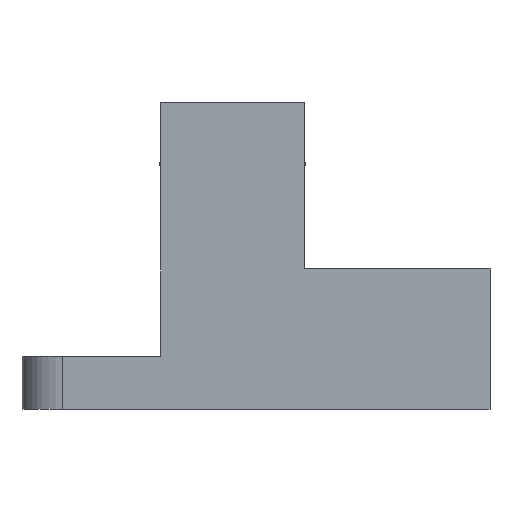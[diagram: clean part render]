
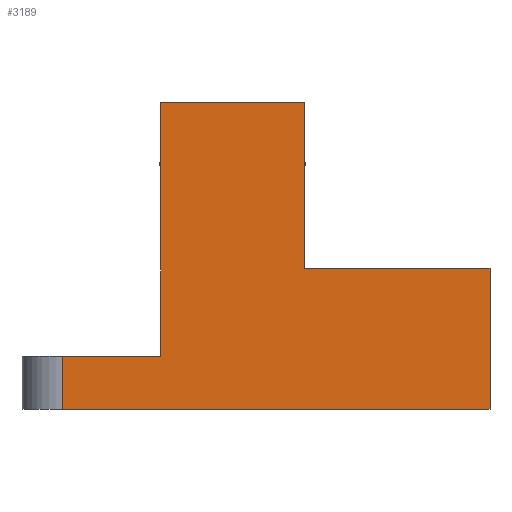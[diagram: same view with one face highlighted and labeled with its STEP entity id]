
A CAD part, left-side view. The second image highlights one B-rep face of the part: STEP entity #3189.
In plain terms, the highlighted planar face has unit normal (-1, 0, 0).
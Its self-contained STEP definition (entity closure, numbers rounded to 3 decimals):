
#396=DIRECTION('',(0.,0.,-1.));
#397=VECTOR('',#396,6.9);
#398=CARTESIAN_POINT('',(-9.867,-6.313,-0.6));
#399=LINE('',#398,#397);
#578=DIRECTION('',(0.,-1.,0.));
#579=VECTOR('',#578,9.1);
#580=CARTESIAN_POINT('',(-9.867,2.787,-0.6));
#581=LINE('',#580,#579);
#599=DIRECTION('',(0.,1.,0.));
#600=VECTOR('',#599,7.);
#601=CARTESIAN_POINT('',(-9.867,2.787,7.5));
#602=LINE('',#601,#600);
#606=DIRECTION('',(0.,-1.,0.));
#607=VECTOR('',#606,20.9);
#608=CARTESIAN_POINT('',(-9.867,14.587,-7.5));
#609=LINE('',#608,#607);
#613=DIRECTION('',(0.,0.,1.));
#614=VECTOR('',#613,2.6);
#615=CARTESIAN_POINT('',(-9.867,14.587,-7.5));
#616=LINE('',#615,#614);
#664=DIRECTION('',(0.,-1.,0.));
#665=VECTOR('',#664,4.8);
#666=CARTESIAN_POINT('',(-9.867,14.587,-4.9));
#667=LINE('',#666,#665);
#814=DIRECTION('',(0.,0.,-1.));
#815=VECTOR('',#814,8.1);
#816=CARTESIAN_POINT('',(-9.867,2.787,7.5));
#817=LINE('',#816,#815);
#1136=DIRECTION('',(0.,0.,1.));
#1137=VECTOR('',#1136,12.4);
#1138=CARTESIAN_POINT('',(-9.867,9.787,-4.9));
#1139=LINE('',#1138,#1137);
#2478=CARTESIAN_POINT('',(-9.867,2.787,-0.6));
#2479=VERTEX_POINT('',#2478);
#2480=CARTESIAN_POINT('',(-9.867,-6.313,-0.6));
#2481=VERTEX_POINT('',#2480);
#2542=CARTESIAN_POINT('',(-9.867,9.787,7.5));
#2543=VERTEX_POINT('',#2542);
#2544=CARTESIAN_POINT('',(-9.867,2.787,7.5));
#2545=VERTEX_POINT('',#2544);
#2551=CARTESIAN_POINT('',(-9.867,14.587,-4.9));
#2553=VERTEX_POINT('',#2551);
#2556=CARTESIAN_POINT('',(-9.867,14.587,-7.5));
#2557=VERTEX_POINT('',#2556);
#2562=CARTESIAN_POINT('',(-9.867,9.787,-4.9));
#2563=VERTEX_POINT('',#2562);
#2572=CARTESIAN_POINT('',(-9.867,-6.313,-7.5));
#2573=VERTEX_POINT('',#2572);
#3168=CARTESIAN_POINT('',(-9.867,16.587,-7.5));
#3169=DIRECTION('',(-1.,0.,0.));
#3170=DIRECTION('',(0.,-1.,0.));
#3171=AXIS2_PLACEMENT_3D('',#3168,#3169,#3170);
#3172=PLANE('',#3171);
#3174=ORIENTED_EDGE('',*,*,#3173,.T.);
#3176=ORIENTED_EDGE('',*,*,#3175,.T.);
#3178=ORIENTED_EDGE('',*,*,#3177,.T.);
#3180=ORIENTED_EDGE('',*,*,#3179,.F.);
#3182=ORIENTED_EDGE('',*,*,#3181,.T.);
#3183=ORIENTED_EDGE('',*,*,#3156,.T.);
#3184=ORIENTED_EDGE('',*,*,#2955,.T.);
#3186=ORIENTED_EDGE('',*,*,#3185,.F.);
#3187=EDGE_LOOP('',(#3174,#3176,#3178,#3180,#3182,#3183,#3184,#3186));
#3188=FACE_OUTER_BOUND('',#3187,.F.);
#2955=EDGE_CURVE('',#2481,#2573,#399,.T.);
#3156=EDGE_CURVE('',#2479,#2481,#581,.T.);
#3173=EDGE_CURVE('',#2557,#2553,#616,.T.);
#3175=EDGE_CURVE('',#2553,#2563,#667,.T.);
#3177=EDGE_CURVE('',#2563,#2543,#1139,.T.);
#3179=EDGE_CURVE('',#2545,#2543,#602,.T.);
#3181=EDGE_CURVE('',#2545,#2479,#817,.T.);
#3185=EDGE_CURVE('',#2557,#2573,#609,.T.);
#3189=ADVANCED_FACE('',(#3188),#3172,.T.);
